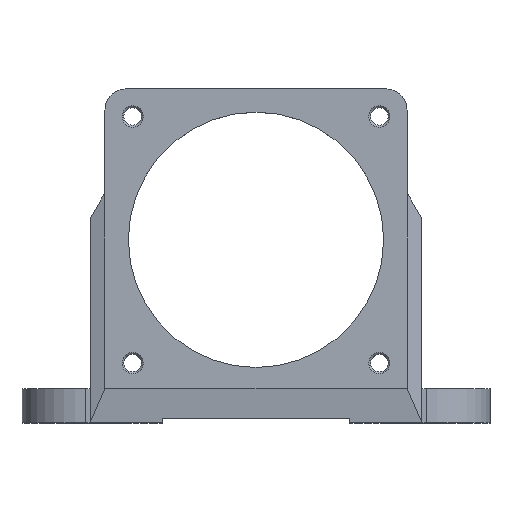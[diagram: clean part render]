
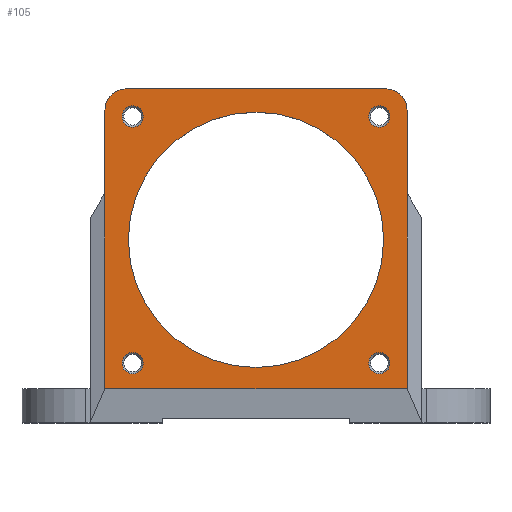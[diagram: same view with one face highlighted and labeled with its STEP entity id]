
A CAD part, top view. The second image highlights one B-rep face of the part: STEP entity #105.
In plain terms, the highlighted planar face has unit normal (0, 0, 1).
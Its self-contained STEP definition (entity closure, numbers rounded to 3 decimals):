
#105 = ADVANCED_FACE( '', ( #228, #229, #230, #231, #232, #233 ), #234, .T. );
#228 = FACE_BOUND( '', #431, .T. );
#229 = FACE_BOUND( '', #432, .T. );
#230 = FACE_BOUND( '', #433, .T. );
#231 = FACE_BOUND( '', #434, .T. );
#232 = FACE_OUTER_BOUND( '', #435, .T. );
#233 = FACE_BOUND( '', #436, .T. );
#234 = PLANE( '', #437 );
#431 = EDGE_LOOP( '', ( #790, #791 ) );
#432 = EDGE_LOOP( '', ( #792, #793 ) );
#433 = EDGE_LOOP( '', ( #794, #795 ) );
#434 = EDGE_LOOP( '', ( #796, #797 ) );
#435 = EDGE_LOOP( '', ( #798, #799, #800, #801, #802, #803, #804, #805 ) );
#436 = EDGE_LOOP( '', ( #806, #807 ) );
#437 = AXIS2_PLACEMENT_3D( '', #808, #809, #810 );
#790 = ORIENTED_EDGE( '', *, *, #1383, .T. );
#791 = ORIENTED_EDGE( '', *, *, #1384, .T. );
#792 = ORIENTED_EDGE( '', *, *, #1373, .T. );
#793 = ORIENTED_EDGE( '', *, *, #1388, .T. );
#794 = ORIENTED_EDGE( '', *, *, #1363, .T. );
#795 = ORIENTED_EDGE( '', *, *, #1392, .T. );
#796 = ORIENTED_EDGE( '', *, *, #1353, .T. );
#797 = ORIENTED_EDGE( '', *, *, #1396, .T. );
#798 = ORIENTED_EDGE( '', *, *, #1401, .T. );
#799 = ORIENTED_EDGE( '', *, *, #1419, .T. );
#800 = ORIENTED_EDGE( '', *, *, #1418, .T. );
#801 = ORIENTED_EDGE( '', *, *, #1420, .T. );
#802 = ORIENTED_EDGE( '', *, *, #1421, .T. );
#803 = ORIENTED_EDGE( '', *, *, #1422, .T. );
#804 = ORIENTED_EDGE( '', *, *, #1423, .T. );
#805 = ORIENTED_EDGE( '', *, *, #1424, .T. );
#806 = ORIENTED_EDGE( '', *, *, #1425, .T. );
#807 = ORIENTED_EDGE( '', *, *, #1337, .T. );
#808 = CARTESIAN_POINT( '', ( 0., 0., 1. ) );
#809 = DIRECTION( '', ( 0., 0., 1. ) );
#810 = DIRECTION( '', ( 1., 0., 0. ) );
#1337 = EDGE_CURVE( '', #1582, #1579, #1583, .T. );
#1353 = EDGE_CURVE( '', #1608, #1610, #1612, .T. );
#1363 = EDGE_CURVE( '', #1626, #1628, #1630, .T. );
#1373 = EDGE_CURVE( '', #1644, #1646, #1648, .T. );
#1383 = EDGE_CURVE( '', #1662, #1664, #1666, .T. );
#1384 = EDGE_CURVE( '', #1664, #1662, #1667, .T. );
#1388 = EDGE_CURVE( '', #1646, #1644, #1671, .T. );
#1392 = EDGE_CURVE( '', #1628, #1626, #1675, .T. );
#1396 = EDGE_CURVE( '', #1610, #1608, #1679, .T. );
#1401 = EDGE_CURVE( '', #1686, #1683, #1687, .T. );
#1418 = EDGE_CURVE( '', #1710, #1716, #1718, .T. );
#1419 = EDGE_CURVE( '', #1683, #1710, #1719, .T. );
#1420 = EDGE_CURVE( '', #1716, #1720, #1721, .T. );
#1421 = EDGE_CURVE( '', #1720, #1722, #1723, .T. );
#1422 = EDGE_CURVE( '', #1722, #1724, #1725, .T. );
#1423 = EDGE_CURVE( '', #1724, #1726, #1727, .T. );
#1424 = EDGE_CURVE( '', #1726, #1686, #1728, .T. );
#1425 = EDGE_CURVE( '', #1579, #1582, #1729, .T. );
#1579 = VERTEX_POINT( '', #1976 );
#1582 = VERTEX_POINT( '', #1980 );
#1583 = CIRCLE( '', #1981, 30. );
#1608 = VERTEX_POINT( '', #2013 );
#1610 = VERTEX_POINT( '', #2016 );
#1612 = CIRCLE( '', #2019, 2.5 );
#1626 = VERTEX_POINT( '', #2037 );
#1628 = VERTEX_POINT( '', #2040 );
#1630 = CIRCLE( '', #2043, 2.5 );
#1644 = VERTEX_POINT( '', #2061 );
#1646 = VERTEX_POINT( '', #2064 );
#1648 = CIRCLE( '', #2067, 2.5 );
#1662 = VERTEX_POINT( '', #2085 );
#1664 = VERTEX_POINT( '', #2088 );
#1666 = CIRCLE( '', #2091, 2.5 );
#1667 = CIRCLE( '', #2092, 2.5 );
#1671 = CIRCLE( '', #2096, 2.5 );
#1675 = CIRCLE( '', #2100, 2.5 );
#1679 = CIRCLE( '', #2104, 2.5 );
#1683 = VERTEX_POINT( '', #2108 );
#1686 = VERTEX_POINT( '', #2112 );
#1687 = LINE( '', #2113, #2114 );
#1710 = VERTEX_POINT( '', #2148 );
#1716 = VERTEX_POINT( '', #2157 );
#1718 = LINE( '', #2160, #2161 );
#1719 = LINE( '', #2162, #2163 );
#1720 = VERTEX_POINT( '', #2164 );
#1721 = LINE( '', #2165, #2166 );
#1722 = VERTEX_POINT( '', #2167 );
#1723 = CIRCLE( '', #2168, 5. );
#1724 = VERTEX_POINT( '', #2169 );
#1725 = LINE( '', #2170, #2171 );
#1726 = VERTEX_POINT( '', #2172 );
#1727 = CIRCLE( '', #2173, 5. );
#1728 = LINE( '', #2174, #2175 );
#1729 = CIRCLE( '', #2176, 30. );
#1976 = CARTESIAN_POINT( '', ( 0., 30., 1. ) );
#1980 = CARTESIAN_POINT( '', ( 0., -30., 1. ) );
#1981 = AXIS2_PLACEMENT_3D( '', #2537, #2538, #2539 );
#2013 = CARTESIAN_POINT( '', ( -30.759, -30.759, 1. ) );
#2016 = CARTESIAN_POINT( '', ( -27.224, -27.224, 1. ) );
#2019 = AXIS2_PLACEMENT_3D( '', #2567, #2568, #2569 );
#2037 = CARTESIAN_POINT( '', ( -30.759, 27.224, 1. ) );
#2040 = CARTESIAN_POINT( '', ( -27.224, 30.759, 1. ) );
#2043 = AXIS2_PLACEMENT_3D( '', #2585, #2586, #2587 );
#2061 = CARTESIAN_POINT( '', ( 27.224, 27.224, 1. ) );
#2064 = CARTESIAN_POINT( '', ( 30.759, 30.759, 1. ) );
#2067 = AXIS2_PLACEMENT_3D( '', #2603, #2604, #2605 );
#2085 = CARTESIAN_POINT( '', ( 27.224, -30.759, 1. ) );
#2088 = CARTESIAN_POINT( '', ( 30.759, -27.224, 1. ) );
#2091 = AXIS2_PLACEMENT_3D( '', #2621, #2622, #2623 );
#2092 = AXIS2_PLACEMENT_3D( '', #2624, #2625, #2626 );
#2096 = AXIS2_PLACEMENT_3D( '', #2636, #2637, #2638 );
#2100 = AXIS2_PLACEMENT_3D( '', #2648, #2649, #2650 );
#2104 = AXIS2_PLACEMENT_3D( '', #2660, #2661, #2662 );
#2108 = CARTESIAN_POINT( '', ( -35.5, -35., 1. ) );
#2112 = CARTESIAN_POINT( '', ( -35.5, 11.062, 1. ) );
#2113 = CARTESIAN_POINT( '', ( -35.5, 17.75, 1. ) );
#2114 = VECTOR( '', #2673, 1. );
#2148 = CARTESIAN_POINT( '', ( 35.5, -35., 1. ) );
#2157 = CARTESIAN_POINT( '', ( 35.5, 11.062, 1. ) );
#2160 = CARTESIAN_POINT( '', ( 35.5, 39.25, 1. ) );
#2161 = VECTOR( '', #2692, 1. );
#2162 = CARTESIAN_POINT( '', ( -36., -35., 1. ) );
#2163 = VECTOR( '', #2693, 1. );
#2164 = CARTESIAN_POINT( '', ( 35.5, 30.5, 1. ) );
#2165 = CARTESIAN_POINT( '', ( 35.5, 11.062, 1. ) );
#2166 = VECTOR( '', #2694, 1. );
#2167 = CARTESIAN_POINT( '', ( 30.5, 35.5, 1. ) );
#2168 = AXIS2_PLACEMENT_3D( '', #2695, #2696, #2697 );
#2169 = CARTESIAN_POINT( '', ( -30.5, 35.5, 1. ) );
#2170 = CARTESIAN_POINT( '', ( 30.5, 35.5, 1. ) );
#2171 = VECTOR( '', #2698, 1. );
#2172 = CARTESIAN_POINT( '', ( -35.5, 30.5, 1. ) );
#2173 = AXIS2_PLACEMENT_3D( '', #2699, #2700, #2701 );
#2174 = CARTESIAN_POINT( '', ( -35.5, 30.5, 1. ) );
#2175 = VECTOR( '', #2702, 1. );
#2176 = AXIS2_PLACEMENT_3D( '', #2703, #2704, #2705 );
#2537 = CARTESIAN_POINT( '', ( 0., 0., 1. ) );
#2538 = DIRECTION( '', ( 0., 0., -1. ) );
#2539 = DIRECTION( '', ( 0., 1., 0. ) );
#2567 = CARTESIAN_POINT( '', ( -28.991, -28.991, 1. ) );
#2568 = DIRECTION( '', ( 0., 0., -1. ) );
#2569 = DIRECTION( '', ( -0.707, -0.707, 0. ) );
#2585 = CARTESIAN_POINT( '', ( -28.991, 28.991, 1. ) );
#2586 = DIRECTION( '', ( 0., 0., -1. ) );
#2587 = DIRECTION( '', ( -0.707, -0.707, 0. ) );
#2603 = CARTESIAN_POINT( '', ( 28.991, 28.991, 1. ) );
#2604 = DIRECTION( '', ( 0., 0., -1. ) );
#2605 = DIRECTION( '', ( -0.707, -0.707, 0. ) );
#2621 = CARTESIAN_POINT( '', ( 28.991, -28.991, 1. ) );
#2622 = DIRECTION( '', ( 0., 0., -1. ) );
#2623 = DIRECTION( '', ( -0.707, -0.707, 0. ) );
#2624 = CARTESIAN_POINT( '', ( 28.991, -28.991, 1. ) );
#2625 = DIRECTION( '', ( 0., 0., -1. ) );
#2626 = DIRECTION( '', ( -0.707, -0.707, 0. ) );
#2636 = CARTESIAN_POINT( '', ( 28.991, 28.991, 1. ) );
#2637 = DIRECTION( '', ( 0., 0., -1. ) );
#2638 = DIRECTION( '', ( -0.707, -0.707, 0. ) );
#2648 = CARTESIAN_POINT( '', ( -28.991, 28.991, 1. ) );
#2649 = DIRECTION( '', ( 0., 0., -1. ) );
#2650 = DIRECTION( '', ( -0.707, -0.707, 0. ) );
#2660 = CARTESIAN_POINT( '', ( -28.991, -28.991, 1. ) );
#2661 = DIRECTION( '', ( 0., 0., -1. ) );
#2662 = DIRECTION( '', ( -0.707, -0.707, 0. ) );
#2673 = DIRECTION( '', ( 0., -1., 0. ) );
#2692 = DIRECTION( '', ( 0., 1., 0. ) );
#2693 = DIRECTION( '', ( 1., 0., 0. ) );
#2694 = DIRECTION( '', ( 0., 1., 0. ) );
#2695 = CARTESIAN_POINT( '', ( 30.5, 30.5, 1. ) );
#2696 = DIRECTION( '', ( 0., 0., 1. ) );
#2697 = DIRECTION( '', ( 1., 0., 0. ) );
#2698 = DIRECTION( '', ( -1., 0., 0. ) );
#2699 = CARTESIAN_POINT( '', ( -30.5, 30.5, 1. ) );
#2700 = DIRECTION( '', ( 0., 0., 1. ) );
#2701 = DIRECTION( '', ( 0., 1., 0. ) );
#2702 = DIRECTION( '', ( 0., -1., 0. ) );
#2703 = CARTESIAN_POINT( '', ( 0., 0., 1. ) );
#2704 = DIRECTION( '', ( 0., 0., -1. ) );
#2705 = DIRECTION( '', ( 0., 1., 0. ) );
